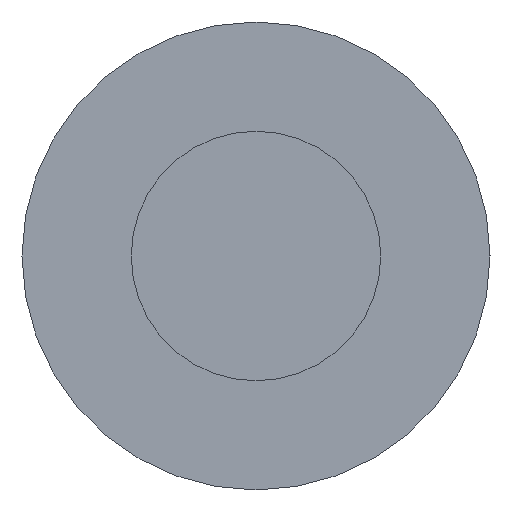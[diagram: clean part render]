
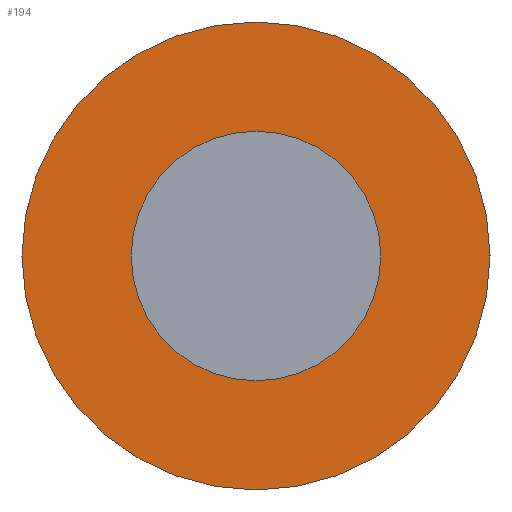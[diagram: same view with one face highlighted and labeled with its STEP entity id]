
A CAD part, left-side view. The second image highlights one B-rep face of the part: STEP entity #194.
In plain terms, the highlighted planar face has unit normal (-1, 0, 0).
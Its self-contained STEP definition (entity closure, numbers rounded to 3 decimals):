
#40 = CARTESIAN_POINT ( 'NONE',  ( 2.5, 0., 0. ) ) ;
#45 = DIRECTION ( 'NONE',  ( 0., 1., 0. ) ) ;
#47 = DIRECTION ( 'NONE',  ( 1., 0., 0. ) ) ;
#61 = ORIENTED_EDGE ( 'NONE', *, *, #241, .T. ) ;
#70 = CIRCLE ( 'NONE', #118, 7.5 ) ;
#76 = EDGE_CURVE ( 'NONE', #269, #186, #272, .T. ) ;
#79 = CIRCLE ( 'NONE', #309, 4. ) ;
#86 = ORIENTED_EDGE ( 'NONE', *, *, #76, .F. ) ;
#101 = CARTESIAN_POINT ( 'NONE',  ( 2.5, -7.5, 0. ) ) ;
#103 = FACE_OUTER_BOUND ( 'NONE', #212, .T. ) ;
#109 = EDGE_CURVE ( 'NONE', #190, #261, #333, .T. ) ;
#118 = AXIS2_PLACEMENT_3D ( 'NONE', #150, #47, #45 ) ;
#120 = DIRECTION ( 'NONE',  ( 0., 1., 0. ) ) ;
#121 = PLANE ( 'NONE',  #170 ) ;
#128 = DIRECTION ( 'NONE',  ( 0., -1., 0. ) ) ;
#141 = DIRECTION ( 'NONE',  ( 0., 1., 0. ) ) ;
#143 = DIRECTION ( 'NONE',  ( 1., 0., 0. ) ) ;
#145 = CARTESIAN_POINT ( 'NONE',  ( 2.5, 4., 0. ) ) ;
#150 = CARTESIAN_POINT ( 'NONE',  ( 2.5, 0., 0. ) ) ;
#170 = AXIS2_PLACEMENT_3D ( 'NONE', #181, #285, #128 ) ;
#181 = CARTESIAN_POINT ( 'NONE',  ( 2.5, 4., 0. ) ) ;
#186 = VERTEX_POINT ( 'NONE', #205 ) ;
#190 = VERTEX_POINT ( 'NONE', #145 ) ;
#194 = ADVANCED_FACE ( 'NONE', ( #229, #103 ), #121, .T. ) ;
#205 = CARTESIAN_POINT ( 'NONE',  ( 2.5, 7.5, 0. ) ) ;
#212 = EDGE_LOOP ( 'NONE', ( #317, #86 ) ) ;
#222 = DIRECTION ( 'NONE',  ( 1., 0., 0. ) ) ;
#229 = FACE_BOUND ( 'NONE', #293, .T. ) ;
#241 = EDGE_CURVE ( 'NONE', #261, #190, #79, .T. ) ;
#243 = AXIS2_PLACEMENT_3D ( 'NONE', #298, #143, #120 ) ;
#257 = EDGE_CURVE ( 'NONE', #186, #269, #70, .T. ) ;
#261 = VERTEX_POINT ( 'NONE', #324 ) ;
#267 = AXIS2_PLACEMENT_3D ( 'NONE', #40, #222, #141 ) ;
#269 = VERTEX_POINT ( 'NONE', #101 ) ;
#272 = CIRCLE ( 'NONE', #243, 7.5 ) ;
#277 = DIRECTION ( 'NONE',  ( 0., 1., 0. ) ) ;
#279 = CARTESIAN_POINT ( 'NONE',  ( 2.5, 0., 0. ) ) ;
#285 = DIRECTION ( 'NONE',  ( -1., 0., 0. ) ) ;
#293 = EDGE_LOOP ( 'NONE', ( #313, #61 ) ) ;
#298 = CARTESIAN_POINT ( 'NONE',  ( 2.5, 0., 0. ) ) ;
#309 = AXIS2_PLACEMENT_3D ( 'NONE', #279, #322, #277 ) ;
#313 = ORIENTED_EDGE ( 'NONE', *, *, #109, .T. ) ;
#317 = ORIENTED_EDGE ( 'NONE', *, *, #257, .F. ) ;
#322 = DIRECTION ( 'NONE',  ( 1., 0., 0. ) ) ;
#324 = CARTESIAN_POINT ( 'NONE',  ( 2.5, -4., 0. ) ) ;
#333 = CIRCLE ( 'NONE', #267, 4. ) ;
